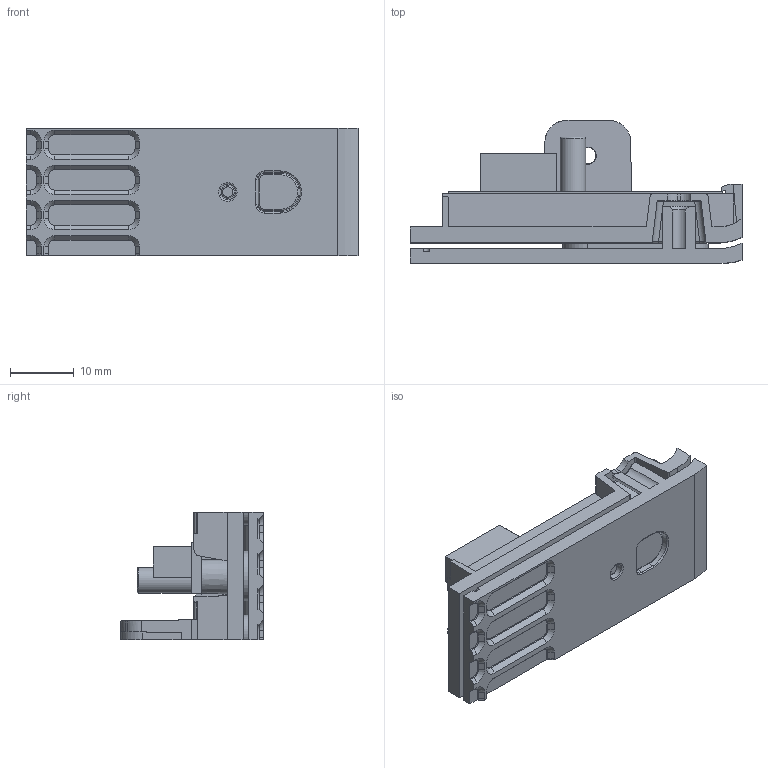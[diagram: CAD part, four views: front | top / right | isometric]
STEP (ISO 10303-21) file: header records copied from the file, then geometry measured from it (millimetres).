
FILE_DESCRIPTION(/* description */ (''),/* implementation_level */ '2;1');
FILE_NAME(/* name */ '32inch TV LED parts.stp',/* time_stamp */ '2020-08-31T08:13:11+08:00',/* author */ (''),/* organization */ (''),/* preprocessor_version */ 'ST-DEVELOPER v15',/* originating_system */ 'SIEMENS PLM Software NX 9.0',/* authorisation */ '');
FILE_SCHEMA (('AP203_CONFIGURATION_CONTROLLED_3D_DESIGN_OF_MECHANICAL_PARTS_AND_ASSEMBLIES_MIM_LF { 1 0 10303 403 2 1 2}'));
Length unit declared in the file: millimetre
Products named in the file (1): user1F50952Cwisg
Bounding box: 52 x 22.4 x 20 mm (x, y, z)
Volume: 6624.4 mm3; surface area: 9053.4 mm2
Topology: 4 solids, 4 shells, 438 faces, 1134 edges, 716 vertices
Faces by surface type: plane 259, cylinder 106, cone 44, bspline 17, torus 10, sphere 2
Full cylindrical faces by diameter (mm): 1 x3, 2 x1, 2.5 x1, 3 x1, 3.5 x1, 4 x1
Entity records: 13531 total; most frequent: CARTESIAN_POINT 2721, ORIENTED_EDGE 2220, DIRECTION 2214, EDGE_CURVE 1110, LINE 784, VECTOR 784, AXIS2_PLACEMENT_3D 715, VERTEX_POINT 713
